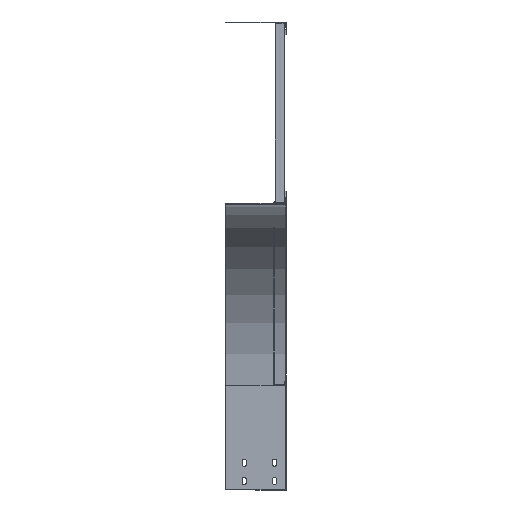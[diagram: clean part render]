
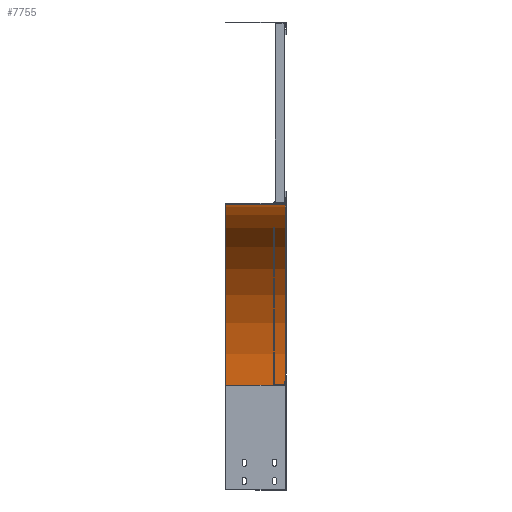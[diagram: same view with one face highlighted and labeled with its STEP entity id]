
A CAD part, left-side view. The second image highlights one B-rep face of the part: STEP entity #7755.
In plain terms, the highlighted cylindrical face has radius 298.8 mm (diameter 597.6 mm), a partial arc.
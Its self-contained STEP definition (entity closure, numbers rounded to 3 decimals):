
#122 = CARTESIAN_POINT ( 'NONE',  ( -450., 80.201, -301.4 ) ) ;
#123 = DIRECTION ( 'NONE',  ( 0., 1., 0. ) ) ;
#124 = DIRECTION ( 'NONE',  ( 1., 0., 0. ) ) ;
#562 = CARTESIAN_POINT ( 'NONE',  ( -450., -18., -2.6 ) ) ;
#563 = DIRECTION ( 'NONE',  ( 0., -1., 0. ) ) ;
#1764 = CARTESIAN_POINT ( 'NONE',  ( -151.2, -18., -301.4 ) ) ;
#1795 = CARTESIAN_POINT ( 'NONE',  ( -151.2, 80.201, -301.4 ) ) ;
#1825 = CARTESIAN_POINT ( 'NONE',  ( -450., -18., -2.6 ) ) ;
#1835 = CARTESIAN_POINT ( 'NONE',  ( -450., 80.201, -2.6 ) ) ;
#2142 = EDGE_LOOP ( 'NONE', ( #4978, #4977, #4976, #4975 ) ) ;
#3801 = CIRCLE ( 'NONE', #6007, 298.8 ) ;
#3836 = LINE ( 'NONE', #5811, #3853 ) ;
#3853 = VECTOR ( 'NONE', #5816, 1000. ) ;
#3997 = CIRCLE ( 'NONE', #5966, 298.8 ) ;
#4408 = LINE ( 'NONE', #562, #4414 ) ;
#4414 = VECTOR ( 'NONE', #563, 1000. ) ;
#4417 = FACE_OUTER_BOUND ( 'NONE', #2142, .T. ) ;
#4425 = CYLINDRICAL_SURFACE ( 'NONE', #12400, 298.8 ) ;
#4975 = ORIENTED_EDGE ( 'NONE', *, *, #6531, .F. ) ;
#4976 = ORIENTED_EDGE ( 'NONE', *, *, #6595, .T. ) ;
#4977 = ORIENTED_EDGE ( 'NONE', *, *, #6383, .F. ) ;
#4978 = ORIENTED_EDGE ( 'NONE', *, *, #6501, .F. ) ;
#5741 = CARTESIAN_POINT ( 'NONE',  ( -450., -18., -301.4 ) ) ;
#5742 = DIRECTION ( 'NONE',  ( 0., 1., 0. ) ) ;
#5743 = DIRECTION ( 'NONE',  ( 1., 0., 0. ) ) ;
#5811 = CARTESIAN_POINT ( 'NONE',  ( -151.2, 64.26, -301.4 ) ) ;
#5816 = DIRECTION ( 'NONE',  ( 0., 1., 0. ) ) ;
#5966 = AXIS2_PLACEMENT_3D ( 'NONE', #122, #123, #124 ) ;
#6007 = AXIS2_PLACEMENT_3D ( 'NONE', #5741, #5742, #5743 ) ;
#6383 = EDGE_CURVE ( 'NONE', #10965, #10955, #4408, .T. ) ;
#6501 = EDGE_CURVE ( 'NONE', #10955, #10893, #3801, .T. ) ;
#6531 = EDGE_CURVE ( 'NONE', #10893, #10924, #3836, .T. ) ;
#6595 = EDGE_CURVE ( 'NONE', #10965, #10924, #3997, .T. ) ;
#7755 = ADVANCED_FACE ( 'NONE', ( #4417 ), #4425, .F. ) ;
#10893 = VERTEX_POINT ( 'NONE', #1764 ) ;
#10924 = VERTEX_POINT ( 'NONE', #1795 ) ;
#10955 = VERTEX_POINT ( 'NONE', #1825 ) ;
#10965 = VERTEX_POINT ( 'NONE', #1835 ) ;
#11903 = DIRECTION ( 'NONE',  ( 1., 0., 0. ) ) ;
#11908 = DIRECTION ( 'NONE',  ( 0., 1., 0. ) ) ;
#11910 = CARTESIAN_POINT ( 'NONE',  ( -450., -19.8, -301.4 ) ) ;
#12400 = AXIS2_PLACEMENT_3D ( 'NONE', #11910, #11908, #11903 ) ;
